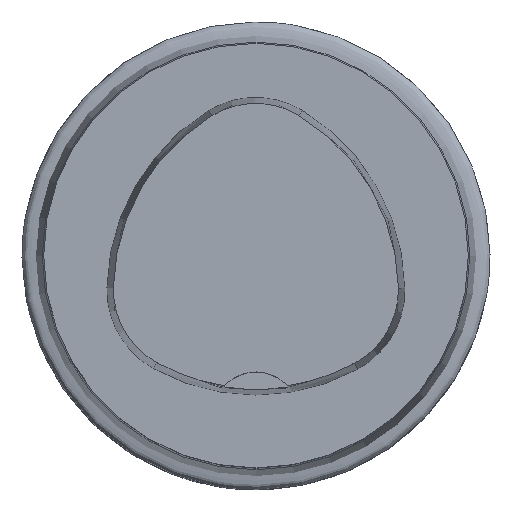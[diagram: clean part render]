
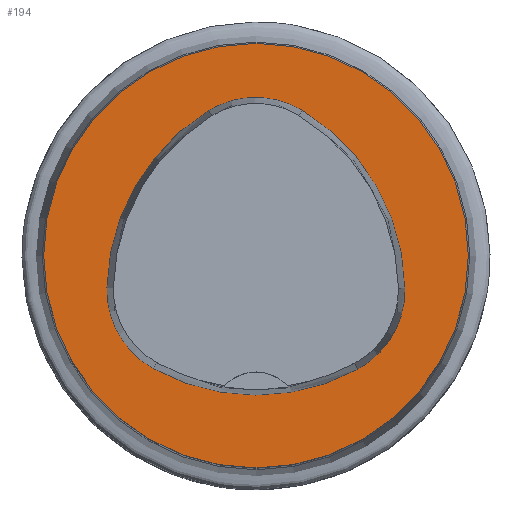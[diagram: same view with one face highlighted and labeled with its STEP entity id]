
A CAD part, top view. The second image highlights one B-rep face of the part: STEP entity #194.
In plain terms, the highlighted planar face has unit normal (0, 0, 1).
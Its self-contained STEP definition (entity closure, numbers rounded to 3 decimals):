
#152=FACE_BOUND('',#249,.T.);
#153=FACE_BOUND('',#250,.T.);
#194=ADVANCED_FACE('',(#152,#153),#207,.T.);
#207=PLANE('',#607);
#249=EDGE_LOOP('',(#326,#327,#328,#329,#330,#331));
#250=EDGE_LOOP('',(#332));
#326=ORIENTED_EDGE('',*,*,#408,.T.);
#327=ORIENTED_EDGE('',*,*,#406,.T.);
#328=ORIENTED_EDGE('',*,*,#404,.T.);
#329=ORIENTED_EDGE('',*,*,#402,.T.);
#330=ORIENTED_EDGE('',*,*,#400,.T.);
#331=ORIENTED_EDGE('',*,*,#398,.T.);
#332=ORIENTED_EDGE('',*,*,#417,.F.);
#360=VERTEX_POINT('',#837);
#361=VERTEX_POINT('',#839);
#362=VERTEX_POINT('',#843);
#363=VERTEX_POINT('',#847);
#364=VERTEX_POINT('',#851);
#365=VERTEX_POINT('',#855);
#374=VERTEX_POINT('',#885);
#398=EDGE_CURVE('',#361,#360,#436,.T.);
#400=EDGE_CURVE('',#362,#361,#437,.T.);
#402=EDGE_CURVE('',#363,#362,#438,.T.);
#404=EDGE_CURVE('',#364,#363,#439,.T.);
#406=EDGE_CURVE('',#365,#364,#440,.T.);
#408=EDGE_CURVE('',#360,#365,#441,.T.);
#417=EDGE_CURVE('',#374,#374,#450,.T.);
#436=CIRCLE('',#578,20.);
#437=CIRCLE('',#580,8.5);
#438=CIRCLE('',#582,20.);
#439=CIRCLE('',#584,8.5);
#440=CIRCLE('',#586,20.);
#441=CIRCLE('',#588,8.5);
#450=CIRCLE('',#606,20.);
#578=AXIS2_PLACEMENT_3D('',#838,#679,#680);
#580=AXIS2_PLACEMENT_3D('',#842,#684,#685);
#582=AXIS2_PLACEMENT_3D('',#846,#689,#690);
#584=AXIS2_PLACEMENT_3D('',#850,#694,#695);
#586=AXIS2_PLACEMENT_3D('',#854,#699,#700);
#588=AXIS2_PLACEMENT_3D('',#858,#704,#705);
#606=AXIS2_PLACEMENT_3D('',#884,#740,#741);
#607=AXIS2_PLACEMENT_3D('',#886,#742,#743);
#679=DIRECTION('',(0.,0.,-1.));
#680=DIRECTION('',(-1.,0.,0.));
#684=DIRECTION('',(0.,0.,-1.));
#685=DIRECTION('',(-1.,0.,0.));
#689=DIRECTION('',(0.,0.,-1.));
#690=DIRECTION('',(-1.,0.,0.));
#694=DIRECTION('',(0.,0.,-1.));
#695=DIRECTION('',(-1.,0.,0.));
#699=DIRECTION('',(0.,0.,-1.));
#700=DIRECTION('',(-1.,0.,0.));
#704=DIRECTION('',(0.,0.,-1.));
#705=DIRECTION('',(-1.,0.,0.));
#740=DIRECTION('',(0.,0.,-1.));
#741=DIRECTION('',(-1.,0.,0.));
#742=DIRECTION('',(0.,0.,1.));
#743=DIRECTION('',(1.,0.,0.));
#837=CARTESIAN_POINT('',(-9.655,-10.639,0.));
#838=CARTESIAN_POINT('',(0.022,6.864,0.));
#839=CARTESIAN_POINT('',(9.588,-10.699,0.));
#842=CARTESIAN_POINT('',(5.522,-3.235,0.));
#843=CARTESIAN_POINT('',(14.021,-3.075,0.));
#846=CARTESIAN_POINT('',(-5.976,-3.45,0.));
#847=CARTESIAN_POINT('',(4.347,13.68,0.));
#850=CARTESIAN_POINT('',(-0.04,6.4,0.));
#851=CARTESIAN_POINT('',(-4.472,13.653,0.));
#854=CARTESIAN_POINT('',(5.955,-3.414,0.));
#855=CARTESIAN_POINT('',(-14.041,-3.042,0.));
#858=CARTESIAN_POINT('',(-5.543,-3.2,0.));
#884=CARTESIAN_POINT('',(0.,0.,0.));
#885=CARTESIAN_POINT('',(-20.,0.,0.));
#886=CARTESIAN_POINT('',(0.,0.,0.));
